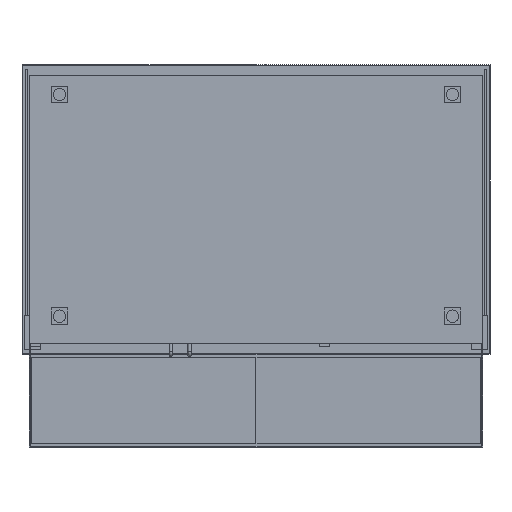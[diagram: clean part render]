
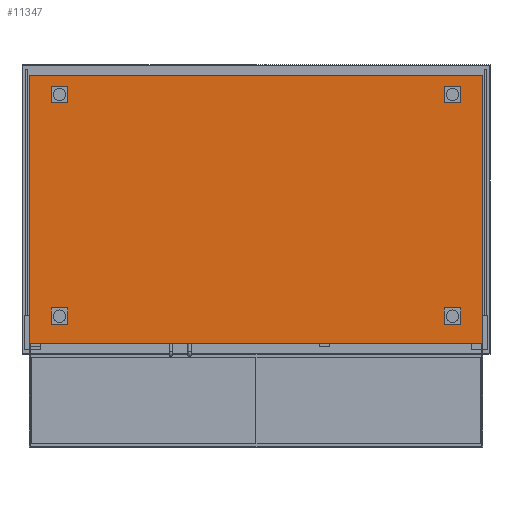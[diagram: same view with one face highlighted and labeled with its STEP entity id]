
A CAD part, front view. The second image highlights one B-rep face of the part: STEP entity #11347.
In plain terms, the highlighted planar face has unit normal (0, -1, 0).
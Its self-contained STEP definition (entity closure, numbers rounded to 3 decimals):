
#1164 = ORIENTED_EDGE ( 'NONE', *, *, #13817, .T. ) ;
#2031 = VECTOR ( 'NONE', #8422, 1000. ) ;
#2363 = EDGE_CURVE ( 'NONE', #7152, #10617, #10543, .T. ) ;
#3116 = DIRECTION ( 'NONE',  ( 1., 0., 0. ) ) ;
#3338 = LINE ( 'NONE', #12804, #14153 ) ;
#3722 = VECTOR ( 'NONE', #9480, 1000. ) ;
#3963 = ORIENTED_EDGE ( 'NONE', *, *, #2363, .T. ) ;
#5052 = VERTEX_POINT ( 'NONE', #8891 ) ;
#5105 = CARTESIAN_POINT ( 'NONE',  ( -543.5, -498., -321.5 ) ) ;
#7074 = EDGE_CURVE ( 'NONE', #5052, #7152, #9469, .T. ) ;
#7152 = VERTEX_POINT ( 'NONE', #5105 ) ;
#7669 = ORIENTED_EDGE ( 'NONE', *, *, #7074, .T. ) ;
#7936 = LINE ( 'NONE', #11727, #2031 ) ;
#8251 = CARTESIAN_POINT ( 'NONE',  ( -543.5, -498., 321.5 ) ) ;
#8422 = DIRECTION ( 'NONE',  ( 0., 0., 1. ) ) ;
#8891 = CARTESIAN_POINT ( 'NONE',  ( -543.5, -498., 321.5 ) ) ;
#9063 = EDGE_LOOP ( 'NONE', ( #7669, #3963, #9569, #1164 ) ) ;
#9315 = FACE_OUTER_BOUND ( 'NONE', #9063, .T. ) ;
#9469 = LINE ( 'NONE', #8251, #3722 ) ;
#9480 = DIRECTION ( 'NONE',  ( 0., 0., -1. ) ) ;
#9569 = ORIENTED_EDGE ( 'NONE', *, *, #9991, .T. ) ;
#9991 = EDGE_CURVE ( 'NONE', #10617, #12903, #7936, .T. ) ;
#10365 = VECTOR ( 'NONE', #3116, 1000. ) ;
#10478 = CARTESIAN_POINT ( 'NONE',  ( 0., -498., 0. ) ) ;
#10543 = LINE ( 'NONE', #14242, #10365 ) ;
#10617 = VERTEX_POINT ( 'NONE', #10827 ) ;
#10827 = CARTESIAN_POINT ( 'NONE',  ( 543.5, -498., -321.5 ) ) ;
#11347 = ADVANCED_FACE ( 'NONE', ( #9315 ), #13764, .T. ) ;
#11573 = DIRECTION ( 'NONE',  ( 0., -1., 0. ) ) ;
#11616 = AXIS2_PLACEMENT_3D ( 'NONE', #10478, #11573, #12693 ) ;
#11684 = DIRECTION ( 'NONE',  ( -1., 0., 0. ) ) ;
#11727 = CARTESIAN_POINT ( 'NONE',  ( 543.5, -498., 321.5 ) ) ;
#12693 = DIRECTION ( 'NONE',  ( 0., 0., -1. ) ) ;
#12804 = CARTESIAN_POINT ( 'NONE',  ( -543.5, -498., 321.5 ) ) ;
#12903 = VERTEX_POINT ( 'NONE', #13212 ) ;
#13212 = CARTESIAN_POINT ( 'NONE',  ( 543.5, -498., 321.5 ) ) ;
#13764 = PLANE ( 'NONE',  #11616 ) ;
#13817 = EDGE_CURVE ( 'NONE', #12903, #5052, #3338, .T. ) ;
#14153 = VECTOR ( 'NONE', #11684, 1000. ) ;
#14242 = CARTESIAN_POINT ( 'NONE',  ( -543.5, -498., -321.5 ) ) ;
